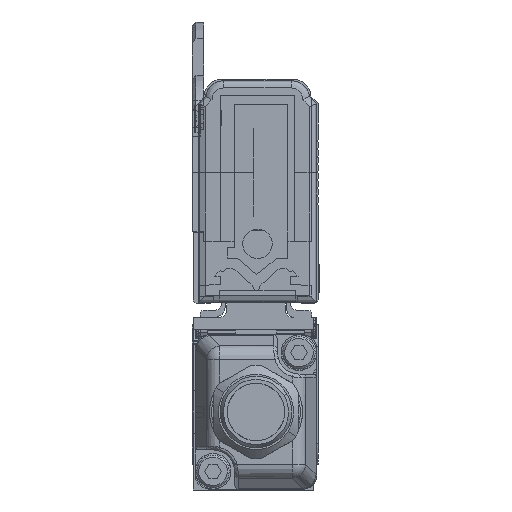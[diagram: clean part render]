
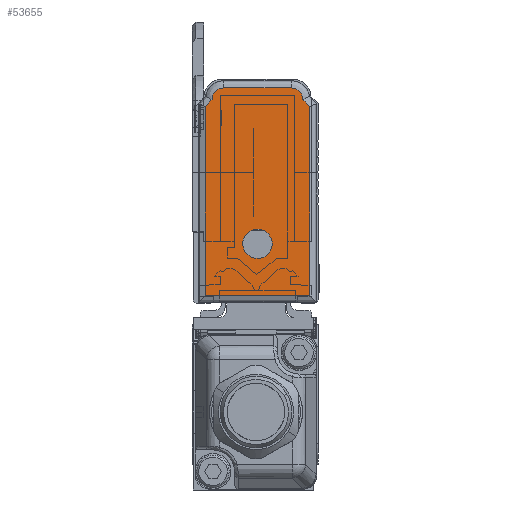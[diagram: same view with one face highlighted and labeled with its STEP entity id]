
A CAD part, front view. The second image highlights one B-rep face of the part: STEP entity #53655.
In plain terms, the highlighted planar face has unit normal (0, -1, 0).
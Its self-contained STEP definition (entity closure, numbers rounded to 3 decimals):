
#53416=AXIS2_PLACEMENT_3D('Circle Axis2P3D',#53414,#53415,$) ;
#53457=AXIS2_PLACEMENT_3D('Circle Axis2P3D',#53455,#53456,$) ;
#53625=AXIS2_PLACEMENT_3D('Plane Axis2P3D',#53622,#53623,#53624) ;
#53639=AXIS2_PLACEMENT_3D('Circle Axis2P3D',#53637,#53638,$) ;
#53648=AXIS2_PLACEMENT_3D('Circle Axis2P3D',#53646,#53647,$) ;
#52650=CARTESIAN_POINT('Vertex',(7.3,0.,18.886)) ;
#52660=CARTESIAN_POINT('Vertex',(6.33,0.,19.855)) ;
#52663=CARTESIAN_POINT('Line Origine',(6.963,0.,19.222)) ;
#52693=CARTESIAN_POINT('Vertex',(7.3,0.,-7.5)) ;
#52696=CARTESIAN_POINT('Line Origine',(7.3,0.,5.39)) ;
#52726=CARTESIAN_POINT('Vertex',(-7.3,0.,-7.5)) ;
#52729=CARTESIAN_POINT('Line Origine',(0.,0.,-7.5)) ;
#52753=CARTESIAN_POINT('Vertex',(-7.3,0.,18.886)) ;
#52756=CARTESIAN_POINT('Line Origine',(-7.3,0.,5.39)) ;
#53411=CARTESIAN_POINT('Vertex',(4.731,0.,21.5)) ;
#53414=CARTESIAN_POINT('Axis2P3D Location',(4.731,0.,19.9)) ;
#53435=CARTESIAN_POINT('Vertex',(-4.731,0.,21.5)) ;
#53438=CARTESIAN_POINT('Line Origine',(0.,0.,21.5)) ;
#53455=CARTESIAN_POINT('Axis2P3D Location',(-4.731,0.,19.9)) ;
#53459=CARTESIAN_POINT('Vertex',(-6.33,0.,19.855)) ;
#53482=CARTESIAN_POINT('Line Origine',(-6.963,0.,19.222)) ;
#53622=CARTESIAN_POINT('Axis2P3D Location',(0.,0.,0.)) ;
#53637=CARTESIAN_POINT('Axis2P3D Location',(0.,0.,-0.3)) ;
#53641=CARTESIAN_POINT('Vertex',(-1.814,0.,0.691)) ;
#53643=CARTESIAN_POINT('Vertex',(1.814,0.,-1.291)) ;
#53646=CARTESIAN_POINT('Axis2P3D Location',(0.,0.,-0.3)) ;
#52664=DIRECTION('Vector Direction',(-0.707,0.,0.707)) ;
#52697=DIRECTION('Vector Direction',(0.,0.,1.)) ;
#52730=DIRECTION('Vector Direction',(1.,0.,0.)) ;
#52757=DIRECTION('Vector Direction',(0.,0.,-1.)) ;
#53415=DIRECTION('Axis2P3D Direction',(0.,1.,-0.)) ;
#53439=DIRECTION('Vector Direction',(-1.,0.,0.)) ;
#53456=DIRECTION('Axis2P3D Direction',(-0.,1.,0.)) ;
#53483=DIRECTION('Vector Direction',(0.707,0.,0.707)) ;
#53623=DIRECTION('Axis2P3D Direction',(0.,1.,0.)) ;
#53624=DIRECTION('Axis2P3D XDirection',(0.,0.,1.)) ;
#53638=DIRECTION('Axis2P3D Direction',(0.,1.,0.)) ;
#53647=DIRECTION('Axis2P3D Direction',(0.,1.,0.)) ;
#52665=VECTOR('Line Direction',#52664,1.) ;
#52698=VECTOR('Line Direction',#52697,1.) ;
#52731=VECTOR('Line Direction',#52730,1.) ;
#52758=VECTOR('Line Direction',#52757,1.) ;
#53440=VECTOR('Line Direction',#53439,1.) ;
#53484=VECTOR('Line Direction',#53483,1.) ;
#53628=ORIENTED_EDGE('',*,*,#52667,.F.) ;
#53629=ORIENTED_EDGE('',*,*,#53418,.F.) ;
#53630=ORIENTED_EDGE('',*,*,#53442,.F.) ;
#53631=ORIENTED_EDGE('',*,*,#53461,.F.) ;
#53632=ORIENTED_EDGE('',*,*,#53486,.F.) ;
#53633=ORIENTED_EDGE('',*,*,#52760,.F.) ;
#53634=ORIENTED_EDGE('',*,*,#52733,.F.) ;
#53635=ORIENTED_EDGE('',*,*,#52700,.F.) ;
#53652=ORIENTED_EDGE('',*,*,#53645,.T.) ;
#53653=ORIENTED_EDGE('',*,*,#53650,.T.) ;
#53654=FACE_BOUND('',#53651,.T.) ;
#53655=ADVANCED_FACE('\X2\FF8EFF9EFF83FF9EFF68FF70\X0\.2',(#53636,#53654),#53626,.F.) ;
#53417=CIRCLE('generated circle',#53416,1.6) ;
#53458=CIRCLE('generated circle',#53457,1.6) ;
#53640=CIRCLE('generated circle',#53639,2.067) ;
#53649=CIRCLE('generated circle',#53648,2.067) ;
#52667=EDGE_CURVE('',#52661,#52651,#52666,.F.) ;
#52700=EDGE_CURVE('',#52651,#52694,#52699,.F.) ;
#52733=EDGE_CURVE('',#52694,#52727,#52732,.F.) ;
#52760=EDGE_CURVE('',#52727,#52754,#52759,.F.) ;
#53418=EDGE_CURVE('',#53412,#52661,#53417,.T.) ;
#53442=EDGE_CURVE('',#53436,#53412,#53441,.F.) ;
#53461=EDGE_CURVE('',#53460,#53436,#53458,.T.) ;
#53486=EDGE_CURVE('',#52754,#53460,#53485,.T.) ;
#53645=EDGE_CURVE('',#53642,#53644,#53640,.T.) ;
#53650=EDGE_CURVE('',#53644,#53642,#53649,.T.) ;
#53627=EDGE_LOOP('',(#53628,#53629,#53630,#53631,#53632,#53633,#53634,#53635)) ;
#53651=EDGE_LOOP('',(#53652,#53653)) ;
#53636=FACE_OUTER_BOUND('',#53627,.T.) ;
#52666=LINE('Line',#52663,#52665) ;
#52699=LINE('Line',#52696,#52698) ;
#52732=LINE('Line',#52729,#52731) ;
#52759=LINE('Line',#52756,#52758) ;
#53441=LINE('Line',#53438,#53440) ;
#53485=LINE('Line',#53482,#53484) ;
#53626=PLANE('Plane',#53625) ;
#52651=VERTEX_POINT('',#52650) ;
#52661=VERTEX_POINT('',#52660) ;
#52694=VERTEX_POINT('',#52693) ;
#52727=VERTEX_POINT('',#52726) ;
#52754=VERTEX_POINT('',#52753) ;
#53412=VERTEX_POINT('',#53411) ;
#53436=VERTEX_POINT('',#53435) ;
#53460=VERTEX_POINT('',#53459) ;
#53642=VERTEX_POINT('',#53641) ;
#53644=VERTEX_POINT('',#53643) ;
